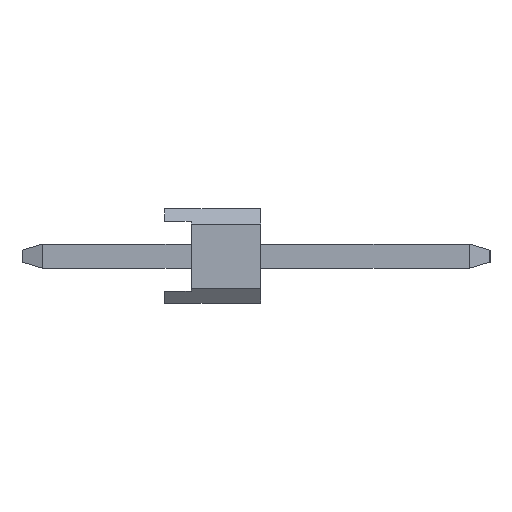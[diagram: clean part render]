
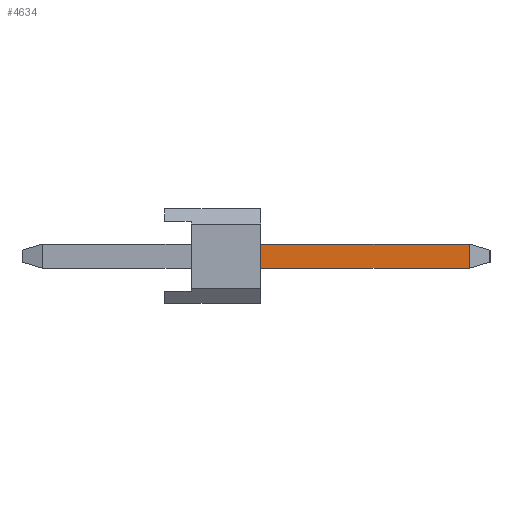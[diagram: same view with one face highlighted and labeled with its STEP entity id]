
A CAD part, left-side view. The second image highlights one B-rep face of the part: STEP entity #4634.
In plain terms, the highlighted planar face has unit normal (-1, 0, 0).
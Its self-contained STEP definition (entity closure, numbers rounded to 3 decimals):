
#2946=VERTEX_POINT('',#7919);
#3202=EDGE_CURVE('',#3294,#3418,#8197,.T.);
#3206=VERTEX_POINT('',#8201);
#3294=VERTEX_POINT('',#8296);
#3418=VERTEX_POINT('',#8432);
#4634=ADVANCED_FACE('',(#9792),#9793,.T.);
#5626=EDGE_CURVE('',#3418,#3206,#10903,.T.);
#6112=EDGE_CURVE('',#3206,#2946,#11435,.T.);
#7060=EDGE_CURVE('',#2946,#3294,#12467,.T.);
#7919=CARTESIAN_POINT('',(-19.37,-8.074,0.32));
#8197=LINE('',#14013,#14014);
#8201=CARTESIAN_POINT('',(-19.37,-2.54,0.32));
#8296=CARTESIAN_POINT('',(-19.37,-8.074,-0.32));
#8432=CARTESIAN_POINT('',(-19.37,-2.54,-0.32));
#9792=FACE_OUTER_BOUND('',#16295,.T.);
#9793=PLANE('',#16296);
#10903=LINE('',#17907,#17908);
#11435=LINE('',#18649,#18650);
#12467=LINE('',#20155,#20156);
#14013=CARTESIAN_POINT('',(-19.37,3.234,-0.32));
#14014=VECTOR('',#21444,1.0);
#16295=EDGE_LOOP('',(#23191,#23192,#23193,#23194));
#16296=AXIS2_PLACEMENT_3D('',#23195,#23196,#23197);
#17907=CARTESIAN_POINT('',(-19.37,-2.54,0.252));
#17908=VECTOR('',#24488,1.0);
#18649=CARTESIAN_POINT('',(-19.37,-2.42,0.32));
#18650=VECTOR('',#24967,1.0);
#20155=CARTESIAN_POINT('',(-19.37,-8.074,0.5));
#20156=VECTOR('',#25900,1.0);
#21444=DIRECTION('',(0.,1.0,0.));
#23191=ORIENTED_EDGE('',*,*,#5626,.F.);
#23192=ORIENTED_EDGE('',*,*,#3202,.F.);
#23193=ORIENTED_EDGE('',*,*,#7060,.F.);
#23194=ORIENTED_EDGE('',*,*,#6112,.F.);
#23195=CARTESIAN_POINT('',(-19.37,3.234,0.5));
#23196=DIRECTION('',(-1.0,0.,0.));
#23197=DIRECTION('',(0.,1.0,0.));
#24488=DIRECTION('',(0.,0.,1.0));
#24967=DIRECTION('',(0.,-1.0,0.));
#25900=DIRECTION('',(0.0,0.,-1.0));
